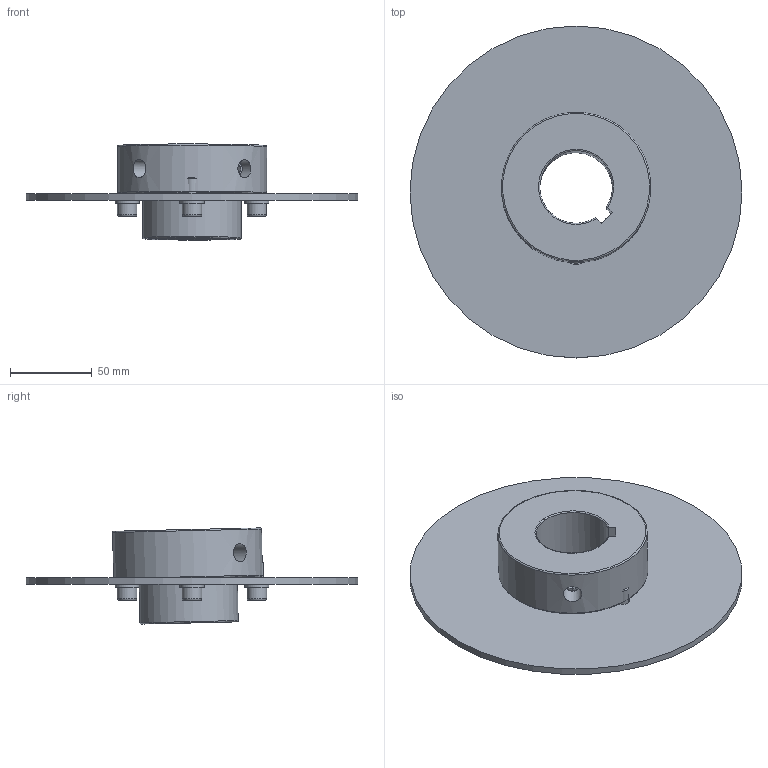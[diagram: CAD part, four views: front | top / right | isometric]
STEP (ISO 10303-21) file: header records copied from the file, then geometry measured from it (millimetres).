
FILE_DESCRIPTION(/* description */ (''),/* implementation_level */ '2;1');
FILE_NAME(/* name */ '4802-0028 8 IN DIA DISC-HUB ASSY 1.750 BORE.stp',/* time_stamp */ '2015-08-24T08:57:15-05:00',/* author */ ('ChadR'),/* organization */ (''),/* preprocessor_version */ 'ST-DEVELOPER v15.2',/* originating_system */ 'Autodesk Inventor 2014',/* authorisation */ '');
FILE_SCHEMA (('AUTOMOTIVE_DESIGN { 1 0 10303 214 3 1 1 }'));
Length unit declared in the file: inch
Products named in the file (6): 4802-1208; 4802-4128 HUB 1.750 BORE; washer, lock .312; shcs .312-18 x .625; ANSI B18.3 - 3_8-16 UNC - 0.51(24); 4802-0028 8 IN DIA DISC-HUB ASSY 1.750 BORE
Bounding box: 203.2 x 203.2 x 58.84 mm (x, y, z)
Volume: 303912.3 mm3; surface area: 105076.5 mm2
Topology: 12 solids, 12 shells, 144 faces, 319 edges, 206 vertices
Faces by surface type: plane 78, cylinder 35, cone 18, torus 13
Full cylindrical faces by diameter (mm): 6.731 x4, 7.925 x4, 8.128 x2, 9.525 x2, 9.906 x4, 11.1 x2, 11.913 x4, 50.8 x1, 60.325 x1, 91.44 x1, 203.2 x1
Entity records: 2035 total; most frequent: CARTESIAN_POINT 460, DIRECTION 318, ORIENTED_EDGE 228, AXIS2_PLACEMENT_3D 138, EDGE_LOOP 122, EDGE_CURVE 114, VERTEX_POINT 92, ADVANCED_FACE 69
